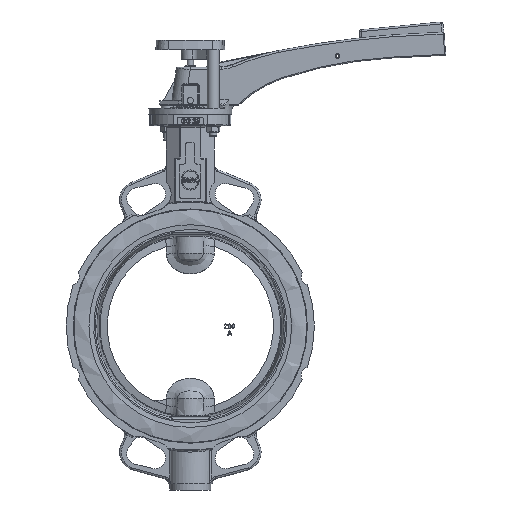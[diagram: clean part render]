
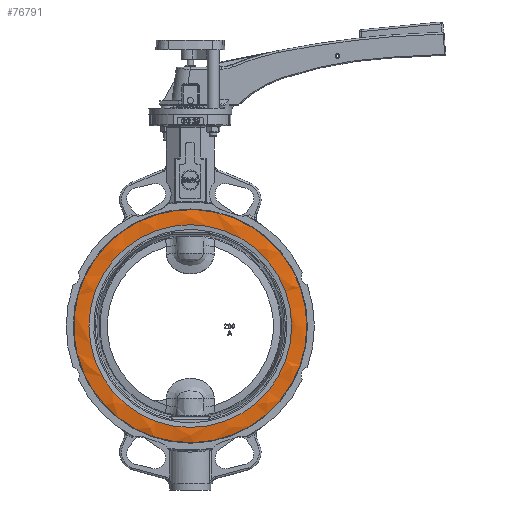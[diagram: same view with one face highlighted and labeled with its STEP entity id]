
A CAD part, front view. The second image highlights one B-rep face of the part: STEP entity #76791.
In plain terms, the highlighted free-form (B-spline) face has degree [2, 2] with [3, 9] control points.
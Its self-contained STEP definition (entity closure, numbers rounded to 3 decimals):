
#76585=CARTESIAN_POINT('',(109.457,-30.667,0.));
#76586=VERTEX_POINT('',#76585);
#76587=CARTESIAN_POINT('',(0.,-30.667,0.));
#76588=DIRECTION('',(0.0,1.0,0.0));
#76589=DIRECTION('',(1.0,0.0,0.0));
#76590=AXIS2_PLACEMENT_3D('',#76587,#76588,#76589);
#76591=CIRCLE('',#76590,109.457);
#76592=EDGE_CURVE('',#76586,#76586,#76591,.T.);
#76742=CARTESIAN_POINT('',(0.,-29.417,125.85));
#76743=CARTESIAN_POINT('',(0.,-33.773,115.858));
#76744=CARTESIAN_POINT('',(0.,-29.417,105.867));
#76745=CARTESIAN_POINT('',(125.85,-29.417,125.85));
#76746=CARTESIAN_POINT('',(115.858,-33.773,115.858));
#76747=CARTESIAN_POINT('',(105.867,-29.417,105.867));
#76748=CARTESIAN_POINT('',(125.85,-29.417,0.));
#76749=CARTESIAN_POINT('',(115.858,-33.773,0.));
#76750=CARTESIAN_POINT('',(105.867,-29.417,0.));
#76751=CARTESIAN_POINT('',(125.85,-29.417,-125.85));
#76752=CARTESIAN_POINT('',(115.858,-33.773,-115.858));
#76753=CARTESIAN_POINT('',(105.867,-29.417,-105.867));
#76754=CARTESIAN_POINT('',(0.,-29.417,-125.85));
#76755=CARTESIAN_POINT('',(0.,-33.773,-115.858));
#76756=CARTESIAN_POINT('',(0.,-29.417,-105.867));
#76757=CARTESIAN_POINT('',(-125.85,-29.417,-125.85));
#76758=CARTESIAN_POINT('',(-115.858,-33.773,-115.858));
#76759=CARTESIAN_POINT('',(-105.867,-29.417,-105.867));
#76760=CARTESIAN_POINT('',(-125.85,-29.417,0.));
#76761=CARTESIAN_POINT('',(-115.858,-33.773,0.));
#76762=CARTESIAN_POINT('',(-105.867,-29.417,0.));
#76763=CARTESIAN_POINT('',(-125.85,-29.417,125.85));
#76764=CARTESIAN_POINT('',(-115.858,-33.773,115.858));
#76765=CARTESIAN_POINT('',(-105.867,-29.417,105.867));
#76766=CARTESIAN_POINT('',(0.,-29.417,125.85));
#76767=CARTESIAN_POINT('',(0.,-33.773,115.858));
#76768=CARTESIAN_POINT('',(0.,-29.417,105.867));
#76776=(BOUNDED_SURFACE()B_SPLINE_SURFACE(2,2,((#76742,#76745,#76748,#76751,#76754,#76757,#76760,#76763,#76766),(#76743,#76746,#76749,#76752,#76755,#76758,#76761,#76764,#76767),(#76744,#76747,#76750,#76753,#76756,#76759,#76762,#76765,#76768)),.UNSPECIFIED.,.F.,.T.,.U.)B_SPLINE_SURFACE_WITH_KNOTS((3,3),(3,2,2,2,3),(1.16,1.982),(0.0,1.571,3.142,4.712,6.283),.UNSPECIFIED.)GEOMETRIC_REPRESENTATION_ITEM()RATIONAL_B_SPLINE_SURFACE(((1.0,0.707,1.0,0.707,1.0,0.707,1.0,0.707,1.0),(0.917,0.648,0.917,0.648,0.917,0.648,0.917,0.648,0.917),(1.0,0.707,1.0,0.707,1.0,0.707,1.0,0.707,1.0)))REPRESENTATION_ITEM('')SURFACE());
#76777=CARTESIAN_POINT('',(-77.079,-29.417,-99.483));
#76778=VERTEX_POINT('',#76777);
#76779=CARTESIAN_POINT('',(0.,-29.417,0.));
#76780=DIRECTION('',(0.0,1.0,0.0));
#76781=DIRECTION('',(1.0,0.0,0.0));
#76782=AXIS2_PLACEMENT_3D('',#76779,#76780,#76781);
#76783=CIRCLE('',#76782,125.85);
#76784=EDGE_CURVE('',#76778,#76778,#76783,.T.);
#76785=ORIENTED_EDGE('',*,*,#76784,.F.);
#76786=EDGE_LOOP('',(#76785));
#76787=FACE_OUTER_BOUND('',#76786,.T.);
#76788=ORIENTED_EDGE('',*,*,#76592,.T.);
#76789=EDGE_LOOP('',(#76788));
#76790=FACE_BOUND('',#76789,.T.);
#76791=ADVANCED_FACE('',(#76787,#76790),#76776,.T.);
